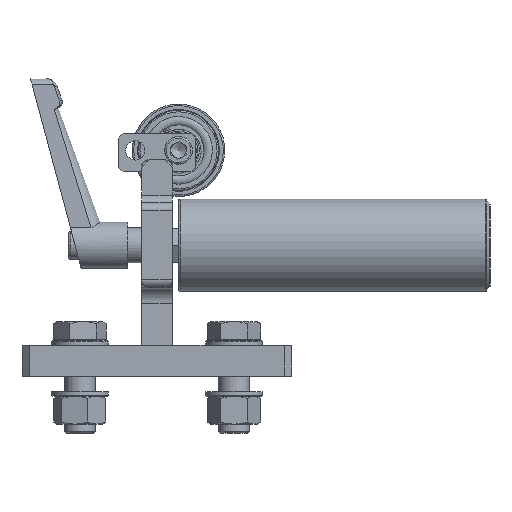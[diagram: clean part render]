
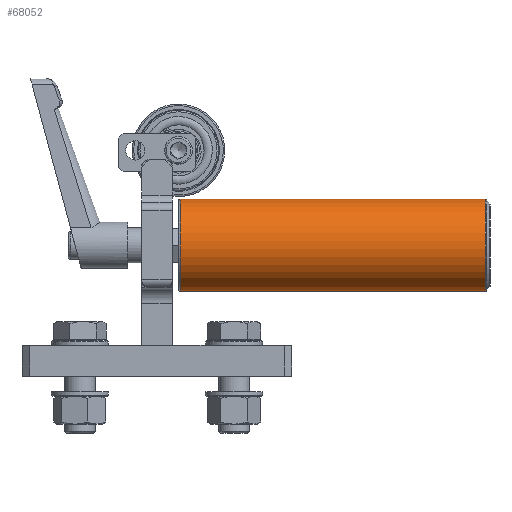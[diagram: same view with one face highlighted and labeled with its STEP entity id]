
A CAD part, left-side view. The second image highlights one B-rep face of the part: STEP entity #68052.
In plain terms, the highlighted cylindrical face has radius 30 mm (diameter 60 mm), a full revolution.
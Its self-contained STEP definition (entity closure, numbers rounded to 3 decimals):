
#746 = DIRECTION ( 'NONE',  ( 0., 1., 0. ) ) ;
#8038 = AXIS2_PLACEMENT_3D ( 'NONE', #13579, #746, #19046 ) ;
#10905 = CIRCLE ( 'NONE', #52007, 30. ) ;
#11547 = CYLINDRICAL_SURFACE ( 'NONE', #8038, 30. ) ;
#13579 = CARTESIAN_POINT ( 'NONE',  ( -300., -14., 85. ) ) ;
#13682 = DIRECTION ( 'NONE',  ( 0., -1., 0. ) ) ;
#17222 = CARTESIAN_POINT ( 'NONE',  ( -329.012, -213., 77.366 ) ) ;
#19046 = DIRECTION ( 'NONE',  ( -0.967, 0., -0.254 ) ) ;
#31512 = EDGE_LOOP ( 'NONE', ( #60760 ) ) ;
#32641 = CARTESIAN_POINT ( 'NONE',  ( -270.988, -15., 92.634 ) ) ;
#34092 = EDGE_CURVE ( 'NONE', #39669, #39669, #64896, .T. ) ;
#34854 = ORIENTED_EDGE ( 'NONE', *, *, #40471, .T. ) ;
#39034 = DIRECTION ( 'NONE',  ( 0.967, 0., 0.254 ) ) ;
#39669 = VERTEX_POINT ( 'NONE', #32641 ) ;
#40471 = EDGE_CURVE ( 'NONE', #47929, #47929, #10905, .T. ) ;
#47929 = VERTEX_POINT ( 'NONE', #17222 ) ;
#52007 = AXIS2_PLACEMENT_3D ( 'NONE', #75398, #57132, #68391 ) ;
#52937 = EDGE_LOOP ( 'NONE', ( #34854 ) ) ;
#57132 = DIRECTION ( 'NONE',  ( 0., 1., 0. ) ) ;
#60760 = ORIENTED_EDGE ( 'NONE', *, *, #34092, .T. ) ;
#64896 = CIRCLE ( 'NONE', #78070, 30. ) ;
#68052 = ADVANCED_FACE ( 'NONE', ( #68454, #81639 ), #11547, .T. ) ;
#68391 = DIRECTION ( 'NONE',  ( -0.967, 0., -0.254 ) ) ;
#68454 = FACE_OUTER_BOUND ( 'NONE', #52937, .T. ) ;
#70563 = CARTESIAN_POINT ( 'NONE',  ( -300., -15., 85. ) ) ;
#75398 = CARTESIAN_POINT ( 'NONE',  ( -300., -213., 85. ) ) ;
#78070 = AXIS2_PLACEMENT_3D ( 'NONE', #70563, #13682, #39034 ) ;
#81639 = FACE_OUTER_BOUND ( 'NONE', #31512, .T. ) ;
